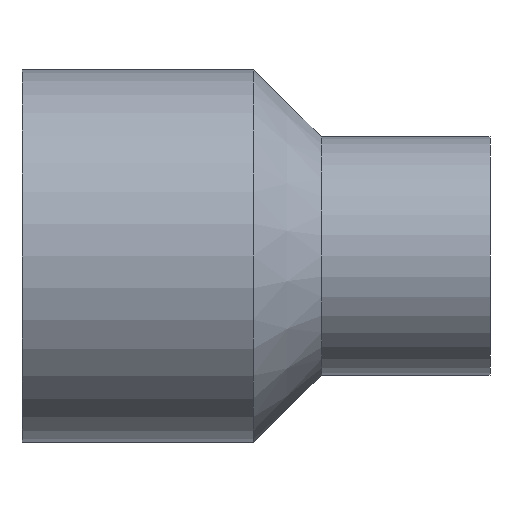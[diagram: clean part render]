
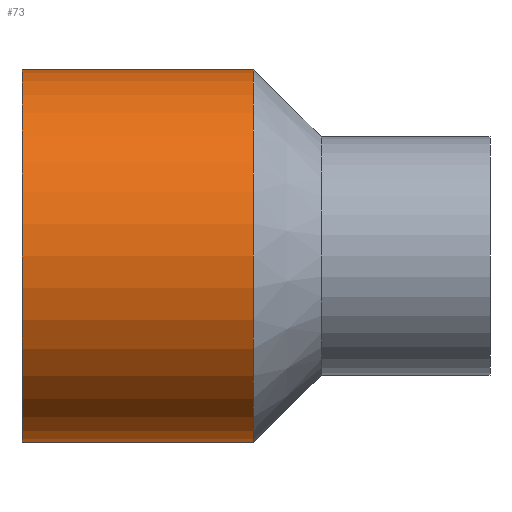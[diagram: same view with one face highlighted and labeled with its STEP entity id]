
A CAD part, front view. The second image highlights one B-rep face of the part: STEP entity #73.
In plain terms, the highlighted cylindrical face has radius 125 mm (diameter 250 mm), a full revolution.
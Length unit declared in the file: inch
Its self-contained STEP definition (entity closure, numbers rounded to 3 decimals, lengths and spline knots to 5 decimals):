
#12 = AXIS2_PLACEMENT_3D ( 'NONE', #141, #216, #31 ) ;
#15 = EDGE_LOOP ( 'NONE', ( #251 ) ) ;
#31 = DIRECTION ( 'NONE',  ( 0., 1., 0. ) ) ;
#48 = FACE_OUTER_BOUND ( 'NONE', #54, .T. ) ;
#51 = EDGE_CURVE ( 'NONE', #200, #200, #246, .T. ) ;
#54 = EDGE_LOOP ( 'NONE', ( #75 ) ) ;
#73 = ADVANCED_FACE ( 'NONE', ( #48, #174 ), #173, .T. ) ;
#75 = ORIENTED_EDGE ( 'NONE', *, *, #51, .T. ) ;
#76 = AXIS2_PLACEMENT_3D ( 'NONE', #143, #140, #108 ) ;
#85 = CARTESIAN_POINT ( 'NONE',  ( 0., 4.92126, 0. ) ) ;
#108 = DIRECTION ( 'NONE',  ( 0., 1., 0. ) ) ;
#111 = CIRCLE ( 'NONE', #12, 4.92126 ) ;
#114 = DIRECTION ( 'NONE',  ( 0., 1., 0. ) ) ;
#134 = VERTEX_POINT ( 'NONE', #85 ) ;
#140 = DIRECTION ( 'NONE',  ( -1., 0., 0. ) ) ;
#141 = CARTESIAN_POINT ( 'NONE',  ( 0., 0., 0. ) ) ;
#143 = CARTESIAN_POINT ( 'NONE',  ( 6.10236, 0., 0. ) ) ;
#159 = EDGE_CURVE ( 'NONE', #134, #134, #111, .T. ) ;
#173 = CYLINDRICAL_SURFACE ( 'NONE', #221, 4.92126 ) ;
#174 = FACE_OUTER_BOUND ( 'NONE', #15, .T. ) ;
#200 = VERTEX_POINT ( 'NONE', #228 ) ;
#216 = DIRECTION ( 'NONE',  ( 1., 0., 0. ) ) ;
#219 = DIRECTION ( 'NONE',  ( 1., 0., 0. ) ) ;
#221 = AXIS2_PLACEMENT_3D ( 'NONE', #240, #219, #114 ) ;
#228 = CARTESIAN_POINT ( 'NONE',  ( 6.10236, 4.92126, 0. ) ) ;
#240 = CARTESIAN_POINT ( 'NONE',  ( 3.05118, 0., 0. ) ) ;
#246 = CIRCLE ( 'NONE', #76, 4.92126 ) ;
#251 = ORIENTED_EDGE ( 'NONE', *, *, #159, .T. ) ;
